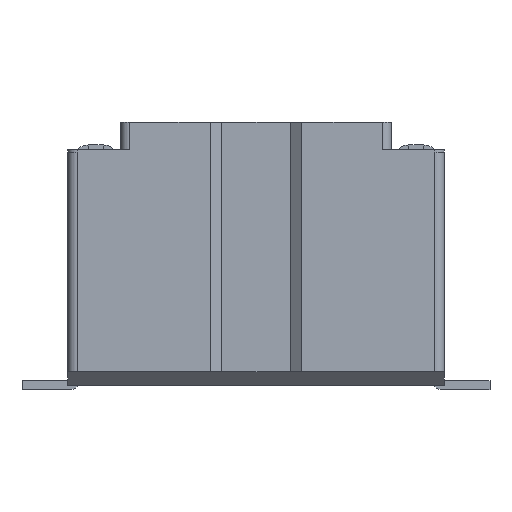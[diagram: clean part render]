
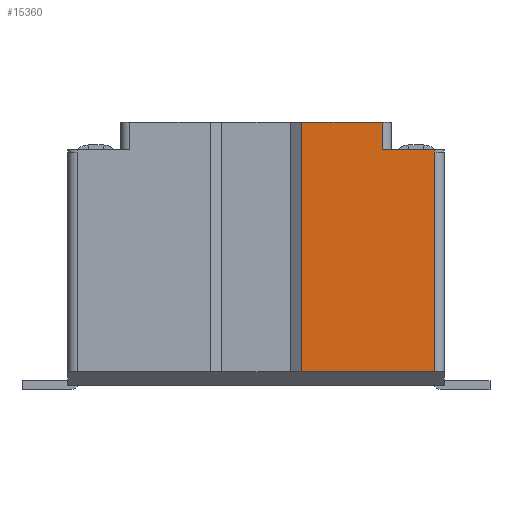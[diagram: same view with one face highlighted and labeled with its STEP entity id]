
A CAD part, left-side view. The second image highlights one B-rep face of the part: STEP entity #15360.
In plain terms, the highlighted planar face has unit normal (-1, 0, 0).
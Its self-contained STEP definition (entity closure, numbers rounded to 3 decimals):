
#5745=CARTESIAN_POINT('',(-3.15,-1.375,2.57));
#5746=VERTEX_POINT('',#5745);
#5754=CARTESIAN_POINT('',(-3.15,-1.95,2.57));
#5755=VERTEX_POINT('',#5754);
#5756=CARTESIAN_POINT('',(-3.15,-1.375,2.57));
#5757=DIRECTION('',(0.,-1.,0.));
#5758=VECTOR('',#5757,0.575);
#5759=LINE('',#5756,#5758);
#5760=EDGE_CURVE('',#5746,#5755,#5759,.T.);
#7432=CARTESIAN_POINT('',(-3.15,-0.5,2.87));
#7433=VERTEX_POINT('',#7432);
#7440=CARTESIAN_POINT('',(-3.15,-1.375,2.87));
#7441=VERTEX_POINT('',#7440);
#7442=CARTESIAN_POINT('',(-3.15,-0.5,2.87));
#7443=DIRECTION('',(0.,-1.,0.));
#7444=VECTOR('',#7443,0.875);
#7445=LINE('',#7442,#7444);
#7446=EDGE_CURVE('',#7433,#7441,#7445,.T.);
#7542=CARTESIAN_POINT('',(-3.15,-0.5,0.15));
#7543=VERTEX_POINT('',#7542);
#7550=CARTESIAN_POINT('',(-3.15,-0.5,2.87));
#7551=DIRECTION('',(0.,0.,-1.));
#7552=VECTOR('',#7551,2.72);
#7553=LINE('',#7550,#7552);
#7554=EDGE_CURVE('',#7433,#7543,#7553,.T.);
#7661=CARTESIAN_POINT('',(-3.15,-1.375,2.57));
#7662=DIRECTION('',(0.,0.,1.));
#7663=VECTOR('',#7662,0.3);
#7664=LINE('',#7661,#7663);
#7665=EDGE_CURVE('',#5746,#7441,#7664,.T.);
#11393=CARTESIAN_POINT('',(-3.15,-1.95,2.54));
#11394=VERTEX_POINT('',#11393);
#11395=CARTESIAN_POINT('',(-3.15,-1.95,2.54));
#11396=DIRECTION('',(0.,0.,1.));
#11397=VECTOR('',#11396,0.03);
#11398=LINE('',#11395,#11397);
#11399=EDGE_CURVE('',#11394,#5755,#11398,.T.);
#15334=CARTESIAN_POINT('',(-3.15,-0.855,1.45));
#15335=DIRECTION('',(0.,-1.,0.));
#15336=DIRECTION('',(-1.,0.,0.));
#15337=AXIS2_PLACEMENT_3D('',#15334,#15336,#15335);
#15338=PLANE('',#15337);
#15339=ORIENTED_EDGE('',*,*,#11399,.T.);
#15340=ORIENTED_EDGE('',*,*,#5760,.F.);
#15341=ORIENTED_EDGE('',*,*,#7665,.T.);
#15342=ORIENTED_EDGE('',*,*,#7446,.F.);
#15343=ORIENTED_EDGE('',*,*,#7554,.T.);
#15344=CARTESIAN_POINT('',(-3.15,-1.95,0.15));
#15345=VERTEX_POINT('',#15344);
#15346=CARTESIAN_POINT('',(-3.15,-1.95,0.15));
#15347=DIRECTION('',(0.,1.,0.));
#15348=VECTOR('',#15347,1.45);
#15349=LINE('',#15346,#15348);
#15350=EDGE_CURVE('',#15345,#7543,#15349,.T.);
#15351=ORIENTED_EDGE('',*,*,#15350,.F.);
#15352=CARTESIAN_POINT('',(-3.15,-1.95,0.15));
#15353=DIRECTION('',(0.,0.,1.));
#15354=VECTOR('',#15353,2.39);
#15355=LINE('',#15352,#15354);
#15356=EDGE_CURVE('',#15345,#11394,#15355,.T.);
#15357=ORIENTED_EDGE('',*,*,#15356,.T.);
#15358=EDGE_LOOP('',(#15339,#15340,#15341,#15342,#15343,#15351,#15357));
#15359=FACE_OUTER_BOUND('',#15358,.T.);
#15360=ADVANCED_FACE('',(#15359),#15338,.T.);
